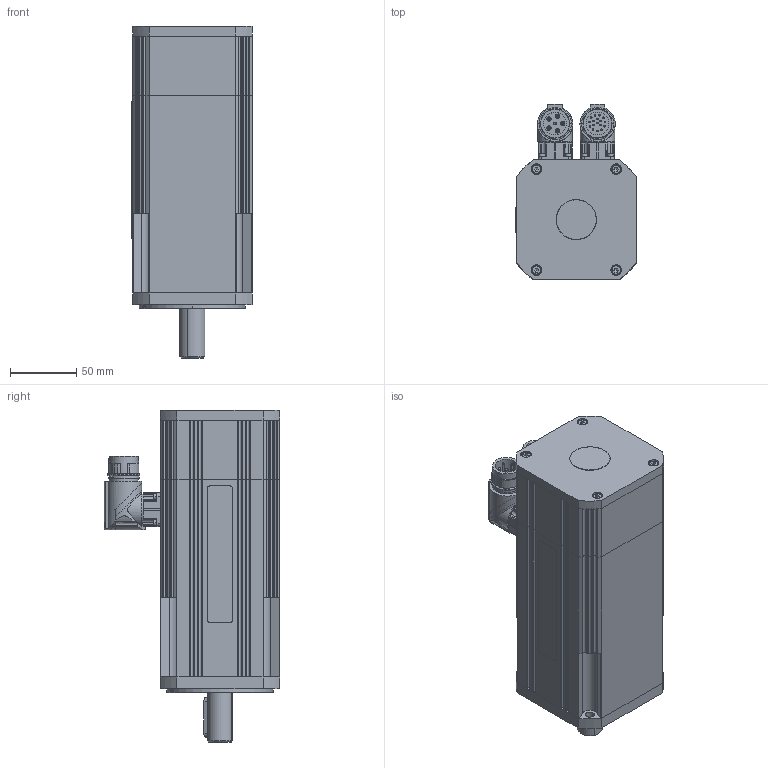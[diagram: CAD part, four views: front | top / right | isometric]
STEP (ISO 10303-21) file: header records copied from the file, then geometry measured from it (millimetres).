
FILE_DESCRIPTION((''),'2;1');
FILE_NAME('FP-609 + Resolver + Fre.stp','2011-11-08T11:31:00',('jlopez'),(''),'Autodesk Inventor 9','Autodesk Inventor 9','');
FILE_SCHEMA(('AUTOMOTIVE_DESIGN { 1 0 10303 214 1 1 1 1 }'));
Length unit declared in the file: millimetre
Products named in the file (1): Pieza1
Bounding box: 90.5 x 132.15 x 250.2 mm (x, y, z)
Volume: 26762.1 mm3; surface area: 188845.3 mm2
Topology: 22 solids, 23 shells, 1533 faces, 4000 edges, 2435 vertices
Faces by surface type: cylinder 682, plane 489, bspline 152, cone 94, sphere 64, torus 52
Entity records: 48390 total; most frequent: CARTESIAN_POINT 11260, DIRECTION 8187, ORIENTED_EDGE 7644, EDGE_CURVE 3822, AXIS2_PLACEMENT_3D 3270, VERTEX_POINT 2417, CIRCLE 1768, EDGE_LOOP 1735
